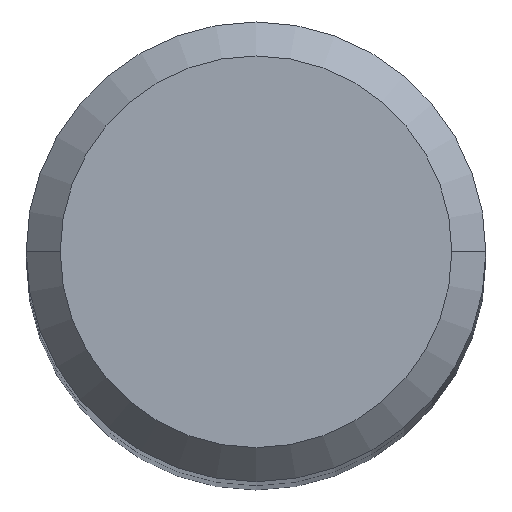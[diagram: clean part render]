
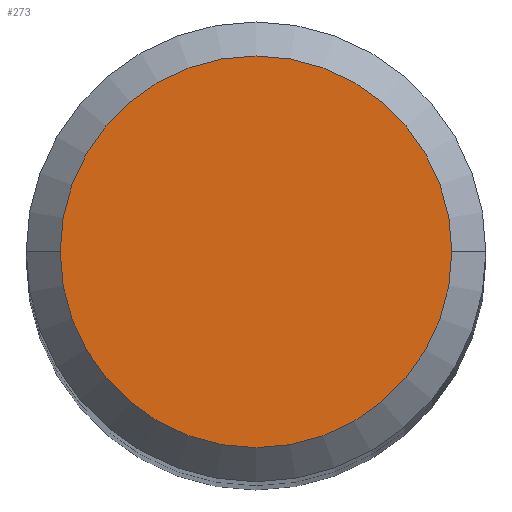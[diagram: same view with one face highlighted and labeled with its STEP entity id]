
A CAD part, top view. The second image highlights one B-rep face of the part: STEP entity #273.
In plain terms, the highlighted planar face has unit normal (0, 0, 1).
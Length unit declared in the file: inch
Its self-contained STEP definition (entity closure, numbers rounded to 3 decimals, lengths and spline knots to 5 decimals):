
#18 = ORIENTED_EDGE ( 'NONE', *, *, #70, .T. ) ;
#24 = DIRECTION ( 'NONE',  ( 1., 0., 0. ) ) ;
#30 = AXIS2_PLACEMENT_3D ( 'NONE', #191, #382, #24 ) ;
#34 = EDGE_CURVE ( 'NONE', #48, #248, #62, .T. ) ;
#48 = VERTEX_POINT ( 'NONE', #279 ) ;
#60 = DIRECTION ( 'NONE',  ( 0., 0., 1. ) ) ;
#62 = CIRCLE ( 'NONE', #30, 0.1797 ) ;
#65 = AXIS2_PLACEMENT_3D ( 'NONE', #327, #388, #126 ) ;
#70 = EDGE_CURVE ( 'NONE', #248, #48, #71, .T. ) ;
#71 = CIRCLE ( 'NONE', #360, 0.1797 ) ;
#126 = DIRECTION ( 'NONE',  ( -1., 0., 0. ) ) ;
#175 = CARTESIAN_POINT ( 'NONE',  ( -0.1797, 0., 0. ) ) ;
#179 = EDGE_LOOP ( 'NONE', ( #18, #254 ) ) ;
#191 = CARTESIAN_POINT ( 'NONE',  ( 0., 0., 0. ) ) ;
#192 = FACE_OUTER_BOUND ( 'NONE', #179, .T. ) ;
#248 = VERTEX_POINT ( 'NONE', #175 ) ;
#254 = ORIENTED_EDGE ( 'NONE', *, *, #34, .T. ) ;
#273 = ADVANCED_FACE ( 'NONE', ( #192 ), #303, .F. ) ;
#279 = CARTESIAN_POINT ( 'NONE',  ( 0.1797, 0., 0. ) ) ;
#303 = PLANE ( 'NONE',  #65 ) ;
#326 = CARTESIAN_POINT ( 'NONE',  ( 0., 0., 0. ) ) ;
#327 = CARTESIAN_POINT ( 'NONE',  ( 0., 0., 0. ) ) ;
#360 = AXIS2_PLACEMENT_3D ( 'NONE', #326, #60, #390 ) ;
#382 = DIRECTION ( 'NONE',  ( 0., 0., 1. ) ) ;
#388 = DIRECTION ( 'NONE',  ( 0., 0., -1. ) ) ;
#390 = DIRECTION ( 'NONE',  ( 1., 0., 0. ) ) ;
